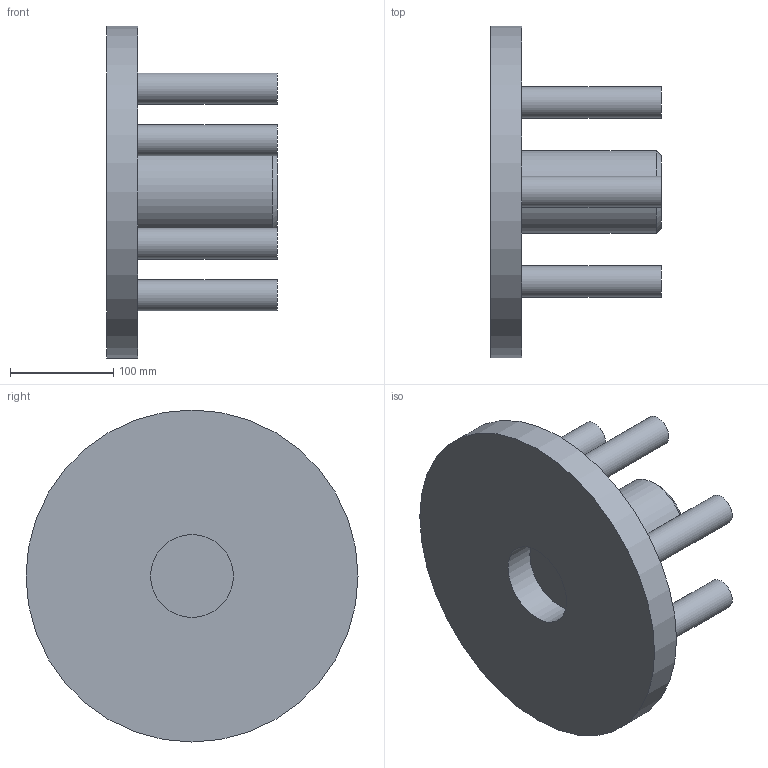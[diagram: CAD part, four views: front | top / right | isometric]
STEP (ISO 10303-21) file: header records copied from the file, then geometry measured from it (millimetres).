
FILE_DESCRIPTION(/* description */ (''),/* implementation_level */ '2;1');
FILE_NAME(/* name */ 'FrontHub.step',/* time_stamp */ '2025-05-27T21:06:52-04:00',/* author */ (''),/* organization */ (''),/* preprocessor_version */ 'ST-DEVELOPER v20.1',/* originating_system */ 'Autodesk Translation Framework v14.10.0.0',/* authorisation */ '');
FILE_SCHEMA (('AUTOMOTIVE_DESIGN { 1 0 10303 214 3 1 1 }'));
Length unit declared in the file: millimetre
Products named in the file (1): FrontHub
Bounding box: 165 x 321 x 321 mm (x, y, z)
Volume: 3525178.5 mm3; surface area: 309151 mm2
Topology: 2 solids, 2 shells, 20 faces, 31 edges, 21 vertices
Faces by surface type: plane 10, cylinder 9, cone 1
Full cylindrical faces by diameter (mm): 30 x6, 80 x2, 321 x1
Entity records: 500 total; most frequent: DIRECTION 94, CARTESIAN_POINT 73, ORIENTED_EDGE 62, AXIS2_PLACEMENT_3D 42, EDGE_CURVE 31, EDGE_LOOP 28, CIRCLE 21, VERTEX_POINT 21
